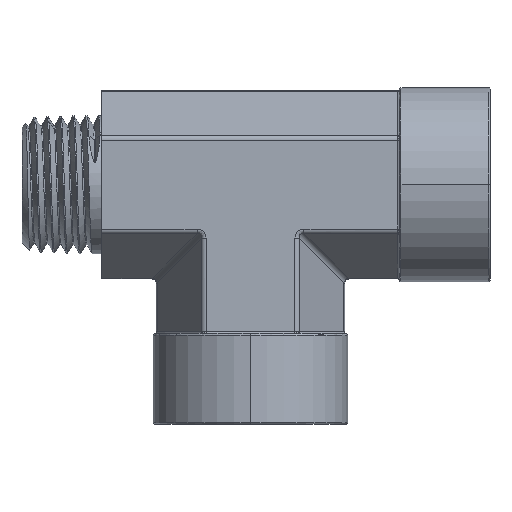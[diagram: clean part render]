
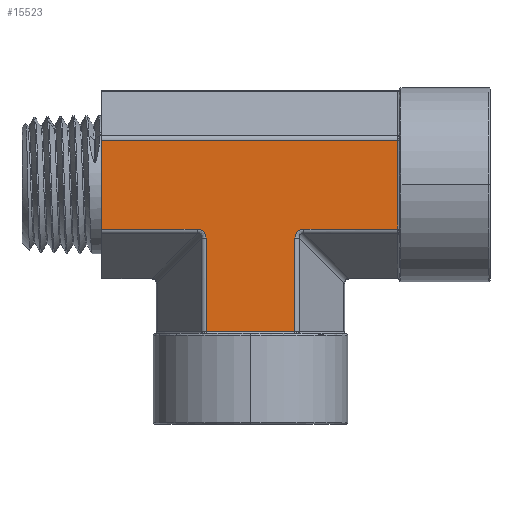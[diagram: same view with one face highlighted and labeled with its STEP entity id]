
A CAD part, top view. The second image highlights one B-rep face of the part: STEP entity #15523.
In plain terms, the highlighted planar face has unit normal (0, 0, 1).
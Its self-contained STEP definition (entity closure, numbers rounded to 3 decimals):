
#375=DIRECTION('',(0.,1.,0.));
#376=VECTOR('',#375,13.741);
#377=CARTESIAN_POINT('',(-23.,-6.87,12.7));
#378=LINE('',#377,#376);
#1068=DIRECTION('',(-1.,0.,0.));
#1069=VECTOR('',#1068,13.741);
#1070=CARTESIAN_POINT('',(6.87,-22.75,12.7));
#1071=LINE('',#1070,#1069);
#1075=DIRECTION('',(0.,1.,0.));
#1076=VECTOR('',#1075,14.494);
#1077=CARTESIAN_POINT('',(-6.87,-22.75,12.7));
#1078=LINE('',#1077,#1076);
#1082=CARTESIAN_POINT('',(-8.256,-6.87,
12.7));
#1083=CARTESIAN_POINT('',(-8.212,-6.87,
12.7));
#1084=CARTESIAN_POINT('',(-8.125,-6.874,
12.7));
#1085=CARTESIAN_POINT('',(-8.,-6.889,
12.7));
#1086=CARTESIAN_POINT('',(-7.881,-6.912,
12.7));
#1087=CARTESIAN_POINT('',(-7.768,-6.944,
12.7));
#1088=CARTESIAN_POINT('',(-7.664,-6.984,
12.7));
#1089=CARTESIAN_POINT('',(-7.568,-7.029,
12.7));
#1090=CARTESIAN_POINT('',(-7.48,-7.079,
12.7));
#1091=CARTESIAN_POINT('',(-7.399,-7.134,
12.7));
#1092=CARTESIAN_POINT('',(-7.325,-7.193,12.7));
#1093=CARTESIAN_POINT('',(-7.256,-7.257,12.7));
#1094=CARTESIAN_POINT('',(-7.193,-7.325,12.7));
#1095=CARTESIAN_POINT('',(-7.134,-7.4,12.7));
#1096=CARTESIAN_POINT('',(-7.079,-7.481,
12.7));
#1097=CARTESIAN_POINT('',(-7.029,-7.568,
12.7));
#1098=CARTESIAN_POINT('',(-6.984,-7.664,
12.7));
#1099=CARTESIAN_POINT('',(-6.944,-7.769,
12.7));
#1100=CARTESIAN_POINT('',(-6.912,-7.881,
12.7));
#1101=CARTESIAN_POINT('',(-6.889,-8.,
12.7));
#1102=CARTESIAN_POINT('',(-6.874,-8.126,
12.7));
#1103=CARTESIAN_POINT('',(-6.87,-8.212,
12.7));
#1104=CARTESIAN_POINT('',(-6.87,-8.256,
12.7));
#1109=DIRECTION('',(1.,0.,0.));
#1110=VECTOR('',#1109,14.744);
#1111=CARTESIAN_POINT('',(-23.,-6.87,12.7));
#1112=LINE('',#1111,#1110);
#1116=DIRECTION('',(1.,0.,0.));
#1117=VECTOR('',#1116,45.75);
#1118=CARTESIAN_POINT('',(-23.,6.87,12.7));
#1119=LINE('',#1118,#1117);
#1123=DIRECTION('',(0.,-1.,0.));
#1124=VECTOR('',#1123,13.741);
#1125=CARTESIAN_POINT('',(22.75,6.87,12.7));
#1126=LINE('',#1125,#1124);
#1130=DIRECTION('',(-1.,0.,0.));
#1131=VECTOR('',#1130,14.494);
#1132=CARTESIAN_POINT('',(22.75,-6.87,12.7));
#1133=LINE('',#1132,#1131);
#1137=CARTESIAN_POINT('',(6.87,-8.256,12.7));
#1138=CARTESIAN_POINT('',(6.87,-8.212,12.7));
#1139=CARTESIAN_POINT('',(6.874,-8.125,12.7));
#1140=CARTESIAN_POINT('',(6.889,-8.,12.7));
#1141=CARTESIAN_POINT('',(6.912,-7.881,12.7));
#1142=CARTESIAN_POINT('',(6.944,-7.768,12.7));
#1143=CARTESIAN_POINT('',(6.984,-7.664,12.7));
#1144=CARTESIAN_POINT('',(7.029,-7.568,12.7));
#1145=CARTESIAN_POINT('',(7.079,-7.48,12.7));
#1146=CARTESIAN_POINT('',(7.134,-7.399,12.7));
#1147=CARTESIAN_POINT('',(7.193,-7.325,12.7));
#1148=CARTESIAN_POINT('',(7.257,-7.256,12.7));
#1149=CARTESIAN_POINT('',(7.325,-7.193,12.7));
#1150=CARTESIAN_POINT('',(7.4,-7.134,12.7));
#1151=CARTESIAN_POINT('',(7.481,-7.079,12.7));
#1152=CARTESIAN_POINT('',(7.568,-7.029,12.7));
#1153=CARTESIAN_POINT('',(7.664,-6.984,12.7));
#1154=CARTESIAN_POINT('',(7.769,-6.944,12.7));
#1155=CARTESIAN_POINT('',(7.881,-6.912,12.7));
#1156=CARTESIAN_POINT('',(8.,-6.889,12.7));
#1157=CARTESIAN_POINT('',(8.126,-6.874,12.7));
#1158=CARTESIAN_POINT('',(8.212,-6.87,12.7));
#1159=CARTESIAN_POINT('',(8.256,-6.87,12.7));
#1164=DIRECTION('',(0.,1.,0.));
#1165=VECTOR('',#1164,14.494);
#1166=CARTESIAN_POINT('',(6.87,-22.75,12.7));
#1167=LINE('',#1166,#1165);
#14183=CARTESIAN_POINT('',(-23.,-6.87,12.7));
#14184=CARTESIAN_POINT('',(-8.256,-6.87,
12.7));
#14185=VERTEX_POINT('',#14183);
#14186=VERTEX_POINT('',#14184);
#14189=VERTEX_POINT('',#1104);
#14222=CARTESIAN_POINT('',(-23.,6.87,12.7));
#14223=VERTEX_POINT('',#14222);
#14300=VERTEX_POINT('',#1137);
#14301=VERTEX_POINT('',#1159);
#14356=CARTESIAN_POINT('',(6.87,-22.75,12.7));
#14357=CARTESIAN_POINT('',(-6.87,-22.75,12.7));
#14358=VERTEX_POINT('',#14356);
#14359=VERTEX_POINT('',#14357);
#14404=CARTESIAN_POINT('',(22.75,6.87,12.7));
#14405=CARTESIAN_POINT('',(22.75,-6.87,12.7));
#14406=VERTEX_POINT('',#14404);
#14407=VERTEX_POINT('',#14405);
#15499=CARTESIAN_POINT('',(0.,7.332,12.7));
#15500=DIRECTION('',(0.,0.,1.));
#15501=DIRECTION('',(0.,-1.,0.));
#15502=AXIS2_PLACEMENT_3D('',#15499,#15500,#15501);
#15503=PLANE('',#15502);
#15505=ORIENTED_EDGE('',*,*,#15504,.T.);
#15507=ORIENTED_EDGE('',*,*,#15506,.T.);
#15509=ORIENTED_EDGE('',*,*,#15508,.F.);
#15511=ORIENTED_EDGE('',*,*,#15510,.F.);
#15512=ORIENTED_EDGE('',*,*,#14756,.T.);
#15514=ORIENTED_EDGE('',*,*,#15513,.T.);
#15516=ORIENTED_EDGE('',*,*,#15515,.T.);
#15517=ORIENTED_EDGE('',*,*,#15386,.T.);
#15518=ORIENTED_EDGE('',*,*,#15489,.F.);
#15520=ORIENTED_EDGE('',*,*,#15519,.F.);
#15521=EDGE_LOOP('',(#15505,#15507,#15509,#15511,#15512,#15514,#15516,#15517,
#15518,#15520));
#15522=FACE_OUTER_BOUND('',#15521,.F.);
#1105=B_SPLINE_CURVE_WITH_KNOTS('',3,(#1082,#1083,#1084,#1085,#1086,#1087,#1088,
#1089,#1090,#1091,#1092,#1093,#1094,#1095,#1096,#1097,#1098,#1099,#1100,#1101,
#1102,#1103,#1104),.UNSPECIFIED.,.F.,.F.,(4,1,1,1,1,1,1,1,1,1,1,1,1,1,1,1,1,1,1,
1,4),(0.,0.05,0.1,0.15,0.2,0.25,0.3,0.35,0.4,0.45,0.5,
0.55,0.6,0.65,0.7,0.75,0.8,0.85,0.9,0.95,1.),.UNSPECIFIED.);
#1160=B_SPLINE_CURVE_WITH_KNOTS('',3,(#1137,#1138,#1139,#1140,#1141,#1142,#1143,
#1144,#1145,#1146,#1147,#1148,#1149,#1150,#1151,#1152,#1153,#1154,#1155,#1156,
#1157,#1158,#1159),.UNSPECIFIED.,.F.,.F.,(4,1,1,1,1,1,1,1,1,1,1,1,1,1,1,1,1,1,1,
1,4),(0.,0.05,0.1,0.15,0.2,0.25,0.3,0.35,0.4,0.45,0.5,
0.55,0.6,0.65,0.7,0.75,0.8,0.85,0.9,0.95,1.),.UNSPECIFIED.);
#14756=EDGE_CURVE('',#14185,#14223,#378,.T.);
#15386=EDGE_CURVE('',#14407,#14301,#1133,.T.);
#15489=EDGE_CURVE('',#14300,#14301,#1160,.T.);
#15504=EDGE_CURVE('',#14358,#14359,#1071,.T.);
#15506=EDGE_CURVE('',#14359,#14189,#1078,.T.);
#15508=EDGE_CURVE('',#14186,#14189,#1105,.T.);
#15510=EDGE_CURVE('',#14185,#14186,#1112,.T.);
#15513=EDGE_CURVE('',#14223,#14406,#1119,.T.);
#15515=EDGE_CURVE('',#14406,#14407,#1126,.T.);
#15519=EDGE_CURVE('',#14358,#14300,#1167,.T.);
#15523=ADVANCED_FACE('',(#15522),#15503,.T.);
